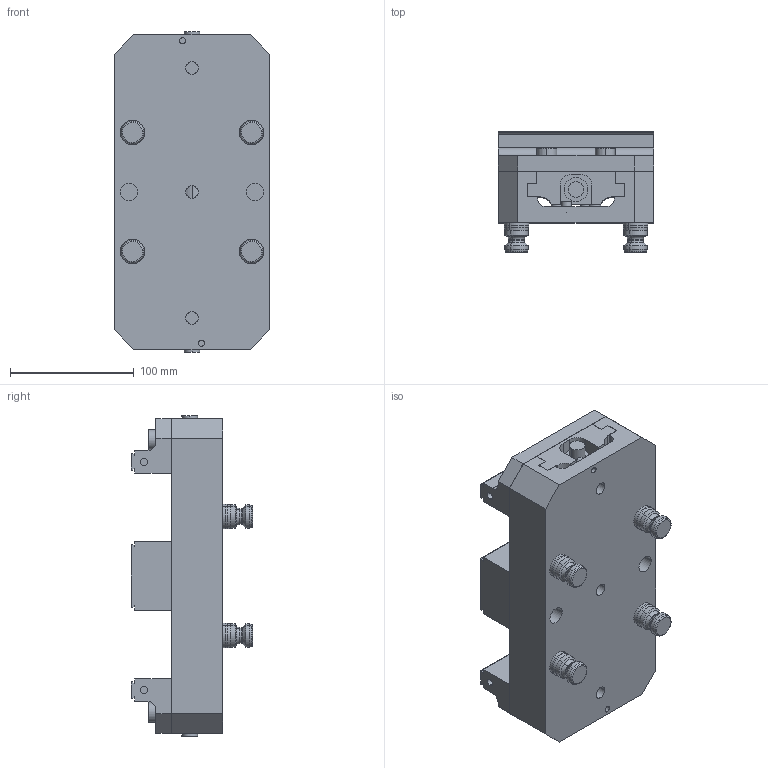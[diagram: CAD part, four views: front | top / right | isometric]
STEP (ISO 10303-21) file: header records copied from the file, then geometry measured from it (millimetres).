
FILE_DESCRIPTION (( 'STEP AP214' ), '1' );
FILE_NAME ('D_R96-DV510-J1.STEP', '2020-03-13T21:46:24', ( '' ), ( '' ), 'SwSTEP 2.0', 'SolidWorks 2018', '' );
FILE_SCHEMA (( 'AUTOMOTIVE_DESIGN' ));
Length unit declared in the file: millimetre
Products named in the file (9): D_V562M-2; D_V5104-5CDV; D_V562M-2RDV; D_DV510-1; D_V562M-5; D_R96-DV510-J1; D_V562M-5F; D_DV510-J1; D_PS20F_HARD TURN
Assembly tree (11 placements, depth 3):
  D_R96-DV510-J1
    D_DV510-J1
      D_DV510-1
      D_V562M-2RDV
      D_V5104-5CDV
      D_V562M-5F
      D_V562M-2
      D_V562M-5
    D_PS20F_HARD TURN  x4
Bounding box: 125.73 x 97.66 x 258.32 mm (x, y, z)
Volume: 1406852.2 mm3; surface area: 254512.2 mm2
Topology: 11 solids, 11 shells, 502 faces, 1154 edges, 724 vertices
Faces by surface type: cylinder 208, plane 190, torus 64, cone 40
Entity records: 13768 total; most frequent: CARTESIAN_POINT 2482, DIRECTION 2098, ORIENTED_EDGE 1852, EDGE_CURVE 926, AXIS2_PLACEMENT_3D 806, VERTEX_POINT 604, VECTOR 486, LINE 486
